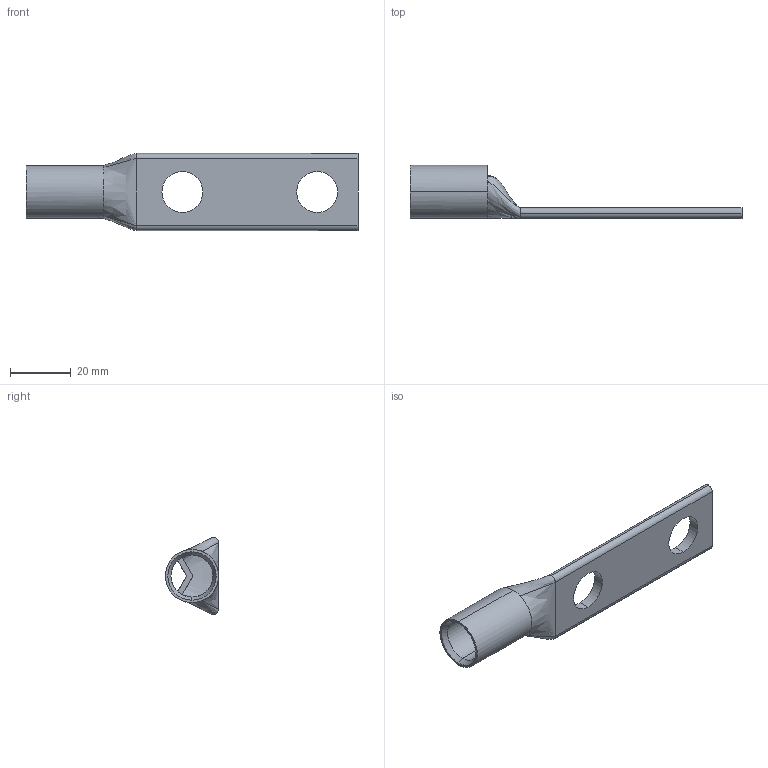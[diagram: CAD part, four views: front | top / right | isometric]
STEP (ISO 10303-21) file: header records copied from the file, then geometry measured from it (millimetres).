
FILE_DESCRIPTION (( 'STEP AP203' ), '1' );
FILE_NAME ('BLU-4_0D-1.step', '2024-09-09T18:02:28', ( '' ), ( '' ), 'SwSTEP 2.0', 'SolidWorks 2023', '' );
FILE_SCHEMA (( 'CONFIG_CONTROL_DESIGN' ));
Length unit declared in the file: inch
Products named in the file (1): BLU-4_0D-1
Bounding box: 109.47 x 17.48 x 25.4 mm (x, y, z)
Volume: 8490.6 mm3; surface area: 7667.9 mm2
Topology: 1 solids, 1 shells, 46 faces, 121 edges, 76 vertices
Faces by surface type: bspline 20, cylinder 13, plane 11, cone 2
Entity records: 2067 total; most frequent: CARTESIAN_POINT 989, ORIENTED_EDGE 242, DIRECTION 157, EDGE_CURVE 121, VERTEX_POINT 76, AXIS2_PLACEMENT_3D 61, B_SPLINE_CURVE_WITH_KNOTS 52, EDGE_LOOP 51
